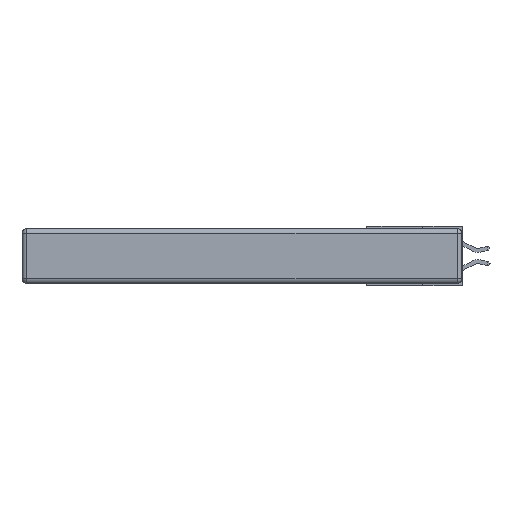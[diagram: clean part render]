
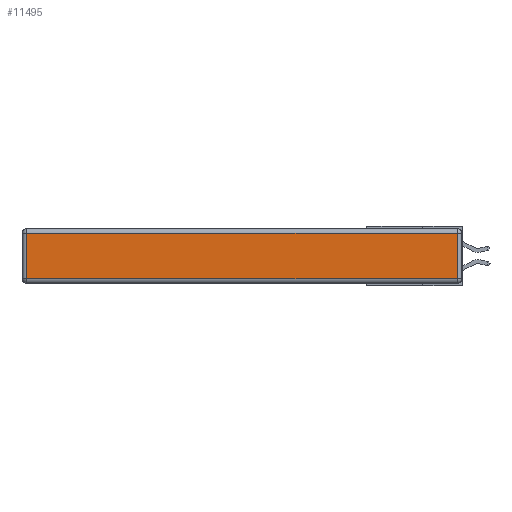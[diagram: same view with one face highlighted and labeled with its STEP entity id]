
A CAD part, left-side view. The second image highlights one B-rep face of the part: STEP entity #11495.
In plain terms, the highlighted planar face has unit normal (-1, 0, 0).
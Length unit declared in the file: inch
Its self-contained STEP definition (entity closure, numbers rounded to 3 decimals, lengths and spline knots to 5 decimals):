
#172 = PLANE ( 'NONE',  #6036 ) ;
#950 = VERTEX_POINT ( 'NONE', #22796 ) ;
#1691 = EDGE_CURVE ( 'NONE', #8958, #10512, #17068, .T. ) ;
#3081 = ORIENTED_EDGE ( 'NONE', *, *, #1691, .T. ) ;
#3209 = DIRECTION ( 'NONE',  ( 0., 0., 1. ) ) ;
#4632 = ORIENTED_EDGE ( 'NONE', *, *, #9555, .T. ) ;
#5050 = LINE ( 'NONE', #7816, #7942 ) ;
#5683 = CARTESIAN_POINT ( 'NONE',  ( 0., 2.75, -0.03 ) ) ;
#6036 = AXIS2_PLACEMENT_3D ( 'NONE', #28030, #16341, #18953 ) ;
#7799 = EDGE_CURVE ( 'NONE', #950, #28442, #14159, .T. ) ;
#7816 = CARTESIAN_POINT ( 'NONE',  ( 0., 0.03, -0.343 ) ) ;
#7942 = VECTOR ( 'NONE', #3209, 39.37008 ) ;
#8958 = VERTEX_POINT ( 'NONE', #10568 ) ;
#9555 = EDGE_CURVE ( 'NONE', #10512, #950, #5050, .T. ) ;
#10512 = VERTEX_POINT ( 'NONE', #16451 ) ;
#10568 = CARTESIAN_POINT ( 'NONE',  ( 0., 2.72, -0.313 ) ) ;
#11495 = ADVANCED_FACE ( 'NONE', ( #25140 ), #172, .T. ) ;
#11514 = CARTESIAN_POINT ( 'NONE',  ( 0., 2.72, -0.03 ) ) ;
#13045 = DIRECTION ( 'NONE',  ( 0., -1., 0. ) ) ;
#13793 = VECTOR ( 'NONE', #24111, 39.37008 ) ;
#14159 = LINE ( 'NONE', #5683, #13793 ) ;
#14415 = DIRECTION ( 'NONE',  ( 0., 0., -1. ) ) ;
#15084 = CARTESIAN_POINT ( 'NONE',  ( 0., 0., -0.313 ) ) ;
#16341 = DIRECTION ( 'NONE',  ( -1., 0., 0. ) ) ;
#16451 = CARTESIAN_POINT ( 'NONE',  ( 0., 0.03, -0.313 ) ) ;
#17068 = LINE ( 'NONE', #15084, #21408 ) ;
#17723 = ORIENTED_EDGE ( 'NONE', *, *, #19089, .T. ) ;
#18953 = DIRECTION ( 'NONE',  ( 0., 0., 1. ) ) ;
#19089 = EDGE_CURVE ( 'NONE', #28442, #8958, #26919, .T. ) ;
#19988 = EDGE_LOOP ( 'NONE', ( #3081, #4632, #26038, #17723 ) ) ;
#21408 = VECTOR ( 'NONE', #13045, 39.37008 ) ;
#22796 = CARTESIAN_POINT ( 'NONE',  ( 0., 0.03, -0.03 ) ) ;
#22959 = VECTOR ( 'NONE', #14415, 39.37008 ) ;
#24111 = DIRECTION ( 'NONE',  ( 0., 1., 0. ) ) ;
#25140 = FACE_OUTER_BOUND ( 'NONE', #19988, .T. ) ;
#26038 = ORIENTED_EDGE ( 'NONE', *, *, #7799, .T. ) ;
#26074 = CARTESIAN_POINT ( 'NONE',  ( 0., 2.72, -0.343 ) ) ;
#26919 = LINE ( 'NONE', #26074, #22959 ) ;
#28030 = CARTESIAN_POINT ( 'NONE',  ( 0., 0., -0.343 ) ) ;
#28442 = VERTEX_POINT ( 'NONE', #11514 ) ;
